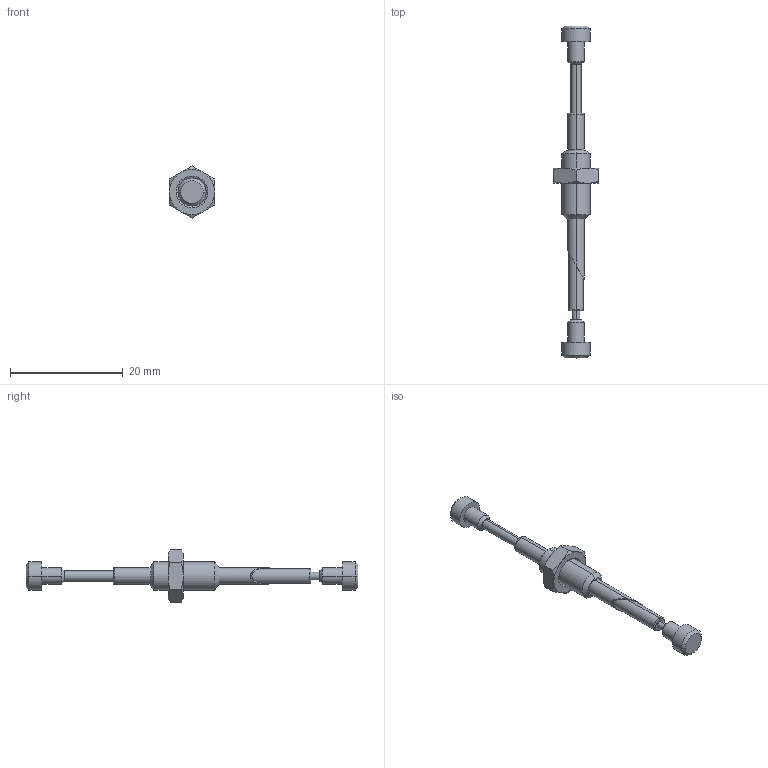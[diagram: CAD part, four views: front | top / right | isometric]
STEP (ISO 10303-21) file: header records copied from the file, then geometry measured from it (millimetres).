
FILE_DESCRIPTION (( 'STEP AP214' ), '1' );
FILE_NAME ('19637~0.STEP', '2018-04-03T11:18:41', ( '' ), ( '' ), 'SwSTEP 2.0', 'SolidWorks 2016', '' );
FILE_SCHEMA (( 'AUTOMOTIVE_DESIGN' ));
Length unit declared in the file: millimetre
Products named in the file (7): 19637~0; 19640~0; RKS-113_23~0; 11934~0; 19638~0; 11533~0_M 5 B; 19639~0
Assembly tree (6 placements, depth 2):
  19637~0
    11934~0
    19639~0
    19638~0
    RKS-113_23~0
    19640~0
    11533~0_M 5 B
Bounding box: 8 x 58.9 x 9.24 mm (x, y, z)
Volume: 666.2 mm3; surface area: 1562.2 mm2
Topology: 6 solids, 6 shells, 101 faces, 208 edges, 123 vertices
Faces by surface type: cone 36, cylinder 36, plane 23, torus 4, sphere 2
Entity records: 3216 total; most frequent: CARTESIAN_POINT 589, DIRECTION 498, ORIENTED_EDGE 408, AXIS2_PLACEMENT_3D 216, EDGE_CURVE 204, VERTEX_POINT 123, EDGE_LOOP 117, CIRCLE 106
